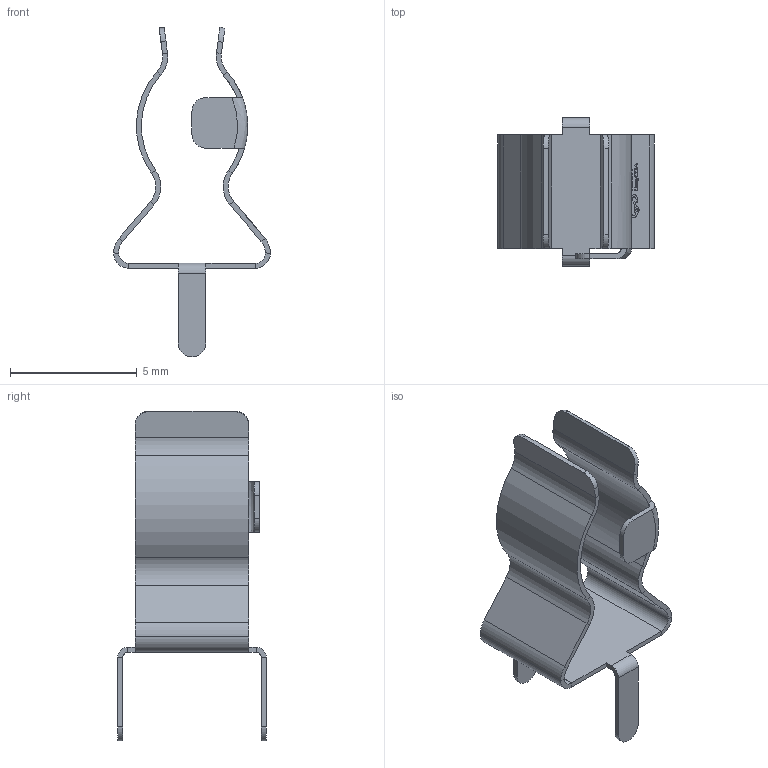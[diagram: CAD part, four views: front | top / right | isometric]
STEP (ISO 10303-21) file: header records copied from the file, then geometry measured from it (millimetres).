
FILE_DESCRIPTION (( 'STEP AP214' ), '1' );
FILE_NAME ('FUSE-TH_5X20.step', '2022-06-28T10:45:59', ( '' ), ( '' ), 'SwSTEP 2.0', 'SolidWorks 2020', '' );
FILE_SCHEMA (( 'AUTOMOTIVE_DESIGN' ));
Length unit declared in the file: millimetre
Products named in the file (1): FUSE-TH_5X20
Bounding box: 6.2 x 5.86 x 13.03 mm (x, y, z)
Volume: 26 mm3; surface area: 278.4 mm2
Topology: 1 solids, 1 shells, 387 faces, 1003 edges, 644 vertices
Faces by surface type: plane 237, bspline 114, cylinder 36
Entity records: 17260 total; most frequent: CARTESIAN_POINT 4311, ORIENTED_EDGE 2006, DIRECTION 1375, EDGE_CURVE 1003, VECTOR 691, LINE 691, VERTEX_POINT 644, EDGE_LOOP 413
